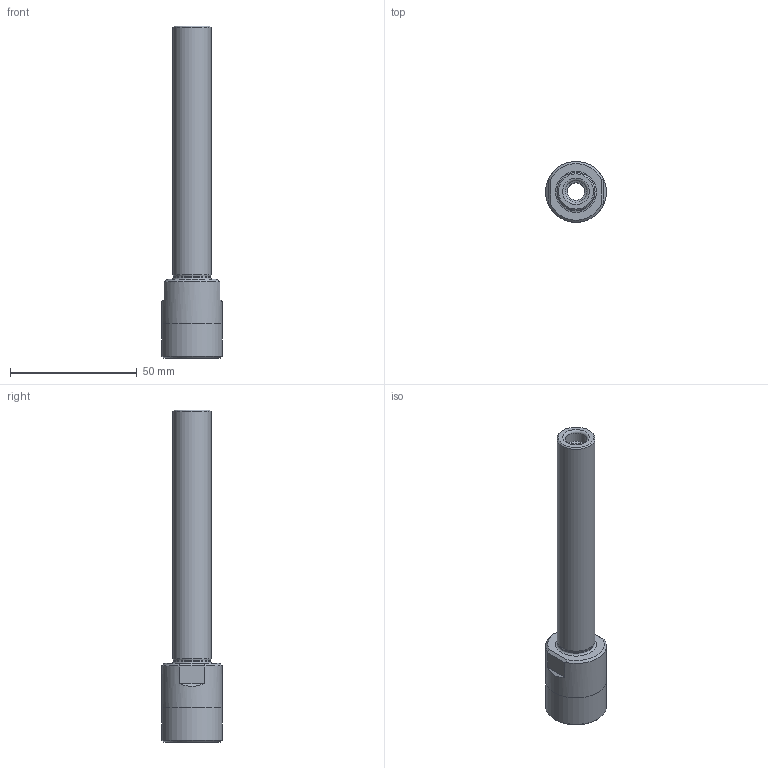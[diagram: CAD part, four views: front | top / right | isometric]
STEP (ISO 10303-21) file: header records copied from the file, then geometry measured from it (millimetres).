
FILE_DESCRIPTION(/* description */ (''),/* implementation_level */ '2;1');
FILE_NAME(/* name */ '261522060.stp',/* time_stamp */ '2021-01-19T15:12:38',/* author */ ('LRA'),/* organization */ ('REGO-FIX'),/* preprocessor_version */ ' Unknown',/* originating_system */ 'SIEMENS PLM Software Solid Edge ST10',/* authorization */ 'Unknown');
FILE_SCHEMA (('AUTOMOTIVE_DESIGN { 1 0 10303 214 2 1 1}'));
Length unit declared in the file: millimetre
Products named in the file (1): NOCUT
Bounding box: 24 x 24 x 131 mm (x, y, z)
Volume: 21148 mm3; surface area: 11379.6 mm2
Topology: 1 solids, 1 shells, 30 faces, 69 edges, 42 vertices
Faces by surface type: cylinder 9, cone 9, plane 9, torus 3
Full cylindrical faces by diameter (mm): 6.917 x2, 8.5 x2, 13.5 x1, 14.6 x1, 15 x1, 24 x2
Entity records: 965 total; most frequent: DIRECTION 140, CARTESIAN_POINT 128, ORIENTED_EDGE 90, AXIS2_PLACEMENT_3D 65, EDGE_LOOP 52, FACE_BOUND 52, EDGE_CURVE 45, VERTEX_POINT 37
